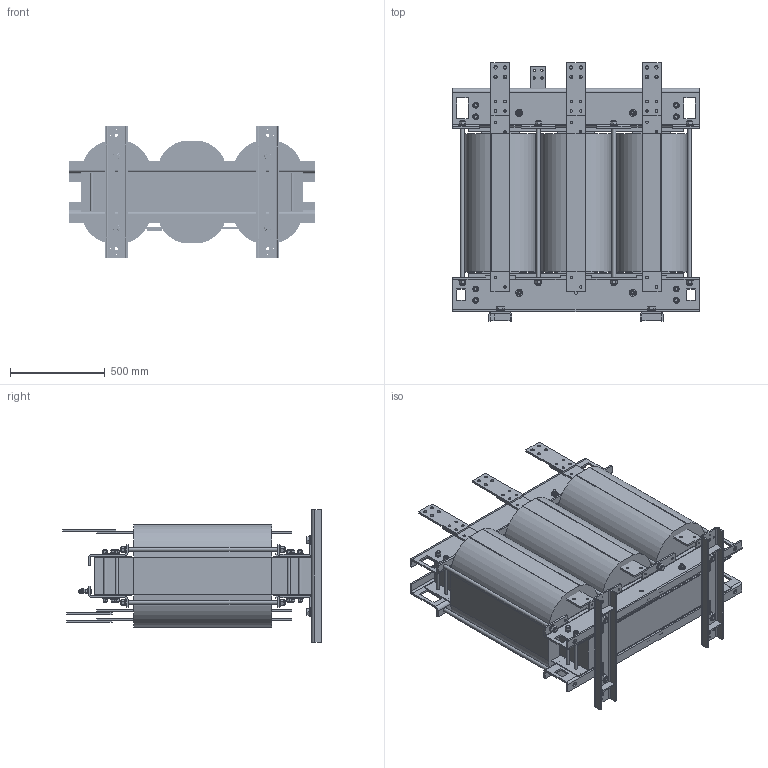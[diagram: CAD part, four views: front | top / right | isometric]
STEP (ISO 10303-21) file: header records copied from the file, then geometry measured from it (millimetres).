
FILE_DESCRIPTION(/* description */ (''),/* implementation_level */ '2;1');
FILE_NAME(/* name */ 'AUTX1000.stp',/* time_stamp */ '2024-01-02T08:48:35+01:00',/* author */ ('ops'),/* organization */ (''),/* preprocessor_version */ 'ST-DEVELOPER v16.13',/* originating_system */ 'Autodesk Inventor 2018',/* authorisation */ '');
FILE_SCHEMA (('AUTOMOTIVE_DESIGN { 1 0 10303 214 3 1 1 }'));
Products named in the file (1): AUTX1000
Bounding box: 1300 x 1365 x 700 mm (x, y, z)
Volume: 501780100.8 mm3; surface area: 17959931.7 mm2
Topology: 207 solids, 207 shells, 2146 faces, 4936 edges, 3210 vertices
Faces by surface type: plane 1182, cylinder 660, cone 224, torus 80
Full cylindrical faces by diameter (mm): 3.5 x8, 7 x8, 10.106 x11, 11 x24, 11.053 x1, 12 x37, 13 x93, 13.835 x16, 15 x10, 16 x8, 17 x80, 17.2 x1, 17.294 x16, 18 x4, 20 x8, 20.752 x4, 21 x16, 22 x18, 24 x15, 25 x32, 30 x16, 33.61 x4, 37 x24, 44 x8
Entity records: 60558 total; most frequent: CARTESIAN_POINT 12135, DIRECTION 9518, ORIENTED_EDGE 8370, EDGE_CURVE 4185, AXIS2_PLACEMENT_3D 3970, EDGE_LOOP 3586, VERTEX_POINT 3115, FACE_OUTER_BOUND 2146
